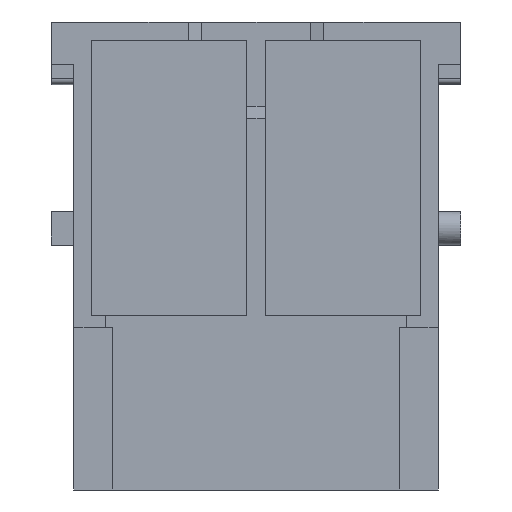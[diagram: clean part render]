
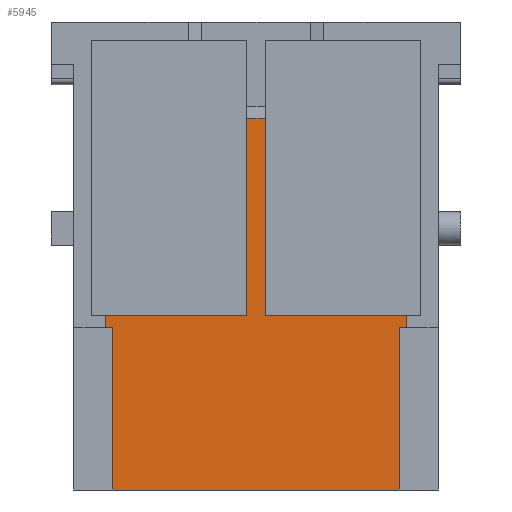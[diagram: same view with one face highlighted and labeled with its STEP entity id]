
A CAD part, left-side view. The second image highlights one B-rep face of the part: STEP entity #5945.
In plain terms, the highlighted planar face has unit normal (-1, 0, 0).
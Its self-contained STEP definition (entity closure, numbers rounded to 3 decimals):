
#5924=AXIS2_PLACEMENT_3D('Plane Axis2P3D',#5921,#5922,#5923) ;
#3646=CARTESIAN_POINT('Vertex',(0.02,5.1,0.)) ;
#3649=CARTESIAN_POINT('Line Origine',(0.02,17.,0.)) ;
#3653=CARTESIAN_POINT('Vertex',(0.02,28.9,0.)) ;
#3816=CARTESIAN_POINT('Vertex',(0.02,16.25,14.5)) ;
#3819=CARTESIAN_POINT('Line Origine',(0.02,10.375,14.5)) ;
#3823=CARTESIAN_POINT('Vertex',(0.02,4.5,14.5)) ;
#3845=CARTESIAN_POINT('Line Origine',(0.02,4.5,14.)) ;
#3849=CARTESIAN_POINT('Vertex',(0.02,4.5,13.5)) ;
#3876=CARTESIAN_POINT('Line Origine',(0.02,4.8,13.5)) ;
#3880=CARTESIAN_POINT('Vertex',(0.02,5.1,13.5)) ;
#5577=CARTESIAN_POINT('Vertex',(0.02,17.75,14.5)) ;
#5596=CARTESIAN_POINT('Vertex',(0.02,29.5,14.5)) ;
#5599=CARTESIAN_POINT('Line Origine',(0.02,23.625,14.5)) ;
#5679=CARTESIAN_POINT('Vertex',(0.02,28.9,13.5)) ;
#5682=CARTESIAN_POINT('Line Origine',(0.02,29.2,13.5)) ;
#5686=CARTESIAN_POINT('Vertex',(0.02,29.5,13.5)) ;
#5708=CARTESIAN_POINT('Line Origine',(0.02,29.5,14.)) ;
#5725=CARTESIAN_POINT('Line Origine',(0.02,17.75,22.69)) ;
#5729=CARTESIAN_POINT('Vertex',(0.02,17.75,30.879)) ;
#5756=CARTESIAN_POINT('Line Origine',(0.02,17.,30.879)) ;
#5760=CARTESIAN_POINT('Vertex',(0.02,16.25,30.879)) ;
#5780=CARTESIAN_POINT('Line Origine',(0.02,16.25,22.69)) ;
#5909=CARTESIAN_POINT('Line Origine',(0.02,5.1,6.75)) ;
#5921=CARTESIAN_POINT('Axis2P3D Location',(0.02,17.,35.25)) ;
#5926=CARTESIAN_POINT('Line Origine',(0.02,28.9,6.75)) ;
#3650=DIRECTION('Vector Direction',(0.,1.,0.)) ;
#3820=DIRECTION('Vector Direction',(0.,1.,0.)) ;
#3846=DIRECTION('Vector Direction',(0.,0.,1.)) ;
#3877=DIRECTION('Vector Direction',(0.,1.,0.)) ;
#5600=DIRECTION('Vector Direction',(0.,1.,0.)) ;
#5683=DIRECTION('Vector Direction',(0.,-1.,0.)) ;
#5709=DIRECTION('Vector Direction',(0.,0.,-1.)) ;
#5726=DIRECTION('Vector Direction',(0.,0.,-1.)) ;
#5757=DIRECTION('Vector Direction',(0.,1.,0.)) ;
#5781=DIRECTION('Vector Direction',(0.,0.,1.)) ;
#5910=DIRECTION('Vector Direction',(0.,0.,1.)) ;
#5922=DIRECTION('Axis2P3D Direction',(-1.,-0.,-0.)) ;
#5923=DIRECTION('Axis2P3D XDirection',(0.,0.,-1.)) ;
#5927=DIRECTION('Vector Direction',(0.,0.,-1.)) ;
#3651=VECTOR('Line Direction',#3650,1.) ;
#3821=VECTOR('Line Direction',#3820,1.) ;
#3847=VECTOR('Line Direction',#3846,1.) ;
#3878=VECTOR('Line Direction',#3877,1.) ;
#5601=VECTOR('Line Direction',#5600,1.) ;
#5684=VECTOR('Line Direction',#5683,1.) ;
#5710=VECTOR('Line Direction',#5709,1.) ;
#5727=VECTOR('Line Direction',#5726,1.) ;
#5758=VECTOR('Line Direction',#5757,1.) ;
#5782=VECTOR('Line Direction',#5781,1.) ;
#5911=VECTOR('Line Direction',#5910,1.) ;
#5928=VECTOR('Line Direction',#5927,1.) ;
#5932=ORIENTED_EDGE('',*,*,#5603,.T.) ;
#5933=ORIENTED_EDGE('',*,*,#5712,.T.) ;
#5934=ORIENTED_EDGE('',*,*,#5688,.T.) ;
#5935=ORIENTED_EDGE('',*,*,#5930,.T.) ;
#5936=ORIENTED_EDGE('',*,*,#3655,.F.) ;
#5937=ORIENTED_EDGE('',*,*,#5913,.T.) ;
#5938=ORIENTED_EDGE('',*,*,#3882,.F.) ;
#5939=ORIENTED_EDGE('',*,*,#3851,.T.) ;
#5940=ORIENTED_EDGE('',*,*,#3825,.T.) ;
#5941=ORIENTED_EDGE('',*,*,#5784,.T.) ;
#5942=ORIENTED_EDGE('',*,*,#5762,.T.) ;
#5943=ORIENTED_EDGE('',*,*,#5731,.T.) ;
#5945=ADVANCED_FACE('Koerper.1',(#5944),#5925,.T.) ;
#3655=EDGE_CURVE('',#3647,#3654,#3652,.T.) ;
#3825=EDGE_CURVE('',#3824,#3817,#3822,.T.) ;
#3851=EDGE_CURVE('',#3850,#3824,#3848,.T.) ;
#3882=EDGE_CURVE('',#3850,#3881,#3879,.T.) ;
#5603=EDGE_CURVE('',#5578,#5597,#5602,.T.) ;
#5688=EDGE_CURVE('',#5687,#5680,#5685,.T.) ;
#5712=EDGE_CURVE('',#5597,#5687,#5711,.T.) ;
#5731=EDGE_CURVE('',#5730,#5578,#5728,.T.) ;
#5762=EDGE_CURVE('',#5761,#5730,#5759,.T.) ;
#5784=EDGE_CURVE('',#3817,#5761,#5783,.T.) ;
#5913=EDGE_CURVE('',#3647,#3881,#5912,.T.) ;
#5930=EDGE_CURVE('',#5680,#3654,#5929,.T.) ;
#5931=EDGE_LOOP('',(#5932,#5933,#5934,#5935,#5936,#5937,#5938,#5939,#5940,#5941,#5942,#5943)) ;
#5944=FACE_OUTER_BOUND('',#5931,.T.) ;
#3652=LINE('Line',#3649,#3651) ;
#3822=LINE('Line',#3819,#3821) ;
#3848=LINE('Line',#3845,#3847) ;
#3879=LINE('Line',#3876,#3878) ;
#5602=LINE('Line',#5599,#5601) ;
#5685=LINE('Line',#5682,#5684) ;
#5711=LINE('Line',#5708,#5710) ;
#5728=LINE('Line',#5725,#5727) ;
#5759=LINE('Line',#5756,#5758) ;
#5783=LINE('Line',#5780,#5782) ;
#5912=LINE('Line',#5909,#5911) ;
#5929=LINE('Line',#5926,#5928) ;
#5925=PLANE('',#5924) ;
#3647=VERTEX_POINT('',#3646) ;
#3654=VERTEX_POINT('',#3653) ;
#3817=VERTEX_POINT('',#3816) ;
#3824=VERTEX_POINT('',#3823) ;
#3850=VERTEX_POINT('',#3849) ;
#3881=VERTEX_POINT('',#3880) ;
#5578=VERTEX_POINT('',#5577) ;
#5597=VERTEX_POINT('',#5596) ;
#5680=VERTEX_POINT('',#5679) ;
#5687=VERTEX_POINT('',#5686) ;
#5730=VERTEX_POINT('',#5729) ;
#5761=VERTEX_POINT('',#5760) ;
